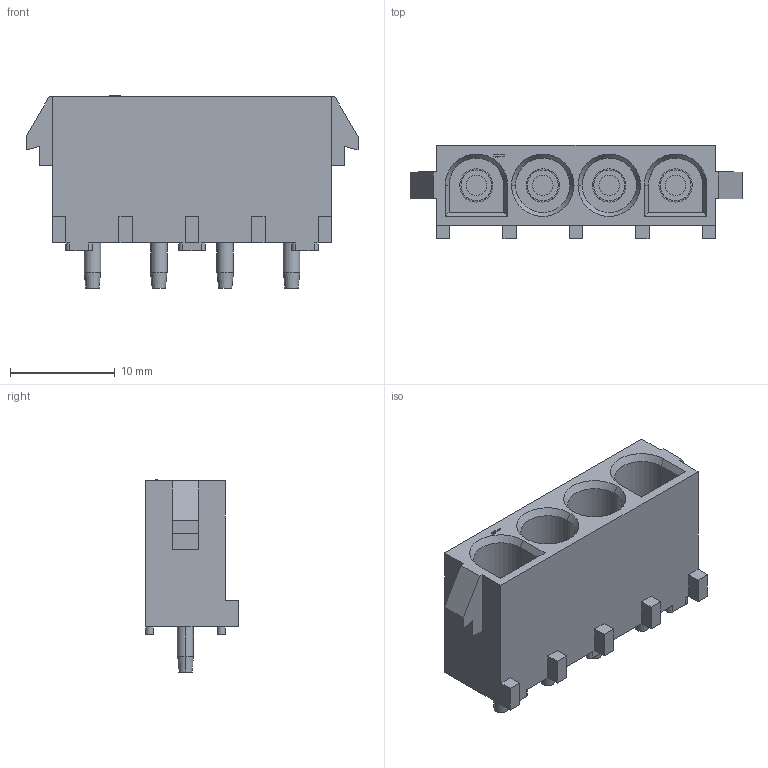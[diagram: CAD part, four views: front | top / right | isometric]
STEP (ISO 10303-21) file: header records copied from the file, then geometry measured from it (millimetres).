
FILE_DESCRIPTION((''),'2;1');
FILE_NAME('C-0350826-01-3','2007-11-20T',('workeradm'),('Tyco Electronics Corporation'),'PRO/ENGINEER BY PARAMETRIC TECHNOLOGY CORPORATION, 2005450','PRO/ENGINEER BY PARAMETRIC TECHNOLOGY CORPORATION, 2005450','');
FILE_SCHEMA(('CONFIG_CONTROL_DESIGN', 'GEOMETRIC_VALIDATION_PROPERTIES_MIM'));
Length unit declared in the file: millimetre
Products named in the file (1): C-0350826-01-3
Bounding box: 31.75 x 8.89 x 18.38 mm (x, y, z)
Volume: 1995.5 mm3; surface area: 2849.1 mm2
Topology: 1 solids, 1 shells, 163 faces, 389 edges, 250 vertices
Faces by surface type: plane 91, cylinder 50, cone 22
Entity records: 4830 total; most frequent: DIRECTION 837, CARTESIAN_POINT 803, ORIENTED_EDGE 778, EDGE_CURVE 389, AXIS2_PLACEMENT_3D 285, VECTOR 267, LINE 267, VERTEX_POINT 250
